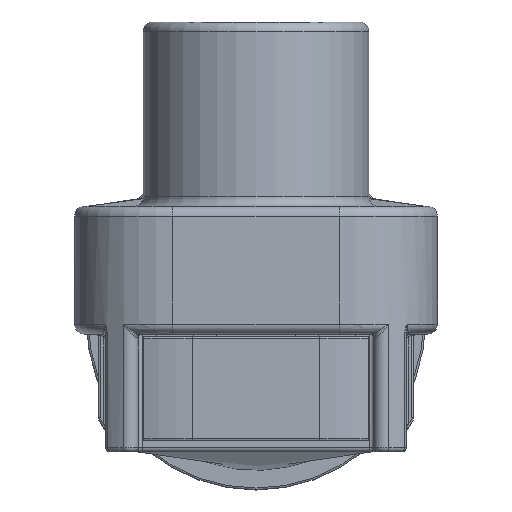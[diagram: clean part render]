
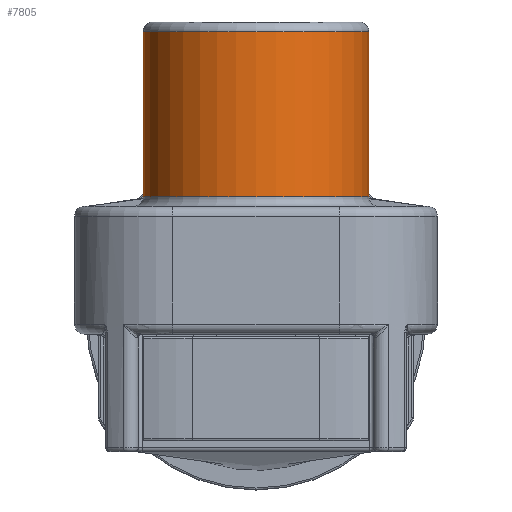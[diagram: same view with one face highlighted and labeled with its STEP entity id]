
A CAD part, front view. The second image highlights one B-rep face of the part: STEP entity #7805.
In plain terms, the highlighted cylindrical face has radius 5.75 mm (diameter 11.5 mm), a full revolution.
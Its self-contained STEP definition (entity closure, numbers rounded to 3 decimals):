
#2830 = CIRCLE ( 'NONE', #18682, 5.75 ) ;
#3123 = FACE_OUTER_BOUND ( 'NONE', #26714, .T. ) ;
#4199 = VERTEX_POINT ( 'NONE', #14118 ) ;
#4775 = EDGE_CURVE ( 'NONE', #4199, #4199, #2830, .T. ) ;
#4884 = ORIENTED_EDGE ( 'NONE', *, *, #52636, .T. ) ;
#7805 = ADVANCED_FACE ( 'NONE', ( #3123, #41169 ), #22506, .T. ) ;
#10160 = DIRECTION ( 'NONE',  ( 0., 0., 1. ) ) ;
#10869 = VERTEX_POINT ( 'NONE', #24359 ) ;
#14118 = CARTESIAN_POINT ( 'NONE',  ( -11.01, -9.046, 3.025 ) ) ;
#17276 = AXIS2_PLACEMENT_3D ( 'NONE', #47045, #18476, #51847 ) ;
#18476 = DIRECTION ( 'NONE',  ( 0., 0., -1. ) ) ;
#18682 = AXIS2_PLACEMENT_3D ( 'NONE', #38750, #10160, #43555 ) ;
#20257 = ORIENTED_EDGE ( 'NONE', *, *, #4775, .T. ) ;
#22506 = CYLINDRICAL_SURFACE ( 'NONE', #56190, 5.75 ) ;
#22624 = CARTESIAN_POINT ( 'NONE',  ( -5.26, -9.046, 11.925 ) ) ;
#24359 = CARTESIAN_POINT ( 'NONE',  ( 0.49, -9.046, 11.425 ) ) ;
#26714 = EDGE_LOOP ( 'NONE', ( #4884 ) ) ;
#38750 = CARTESIAN_POINT ( 'NONE',  ( -5.26, -9.046, 3.025 ) ) ;
#41169 = FACE_OUTER_BOUND ( 'NONE', #58229, .T. ) ;
#42236 = CIRCLE ( 'NONE', #17276, 5.75 ) ;
#43555 = DIRECTION ( 'NONE',  ( -1., 0., 0. ) ) ;
#46600 = DIRECTION ( 'NONE',  ( -1., 0., 0. ) ) ;
#47045 = CARTESIAN_POINT ( 'NONE',  ( -5.26, -9.046, 11.425 ) ) ;
#51847 = DIRECTION ( 'NONE',  ( 1., 0., 0. ) ) ;
#52636 = EDGE_CURVE ( 'NONE', #10869, #10869, #42236, .T. ) ;
#56190 = AXIS2_PLACEMENT_3D ( 'NONE', #22624, #60563, #46600 ) ;
#58229 = EDGE_LOOP ( 'NONE', ( #20257 ) ) ;
#60563 = DIRECTION ( 'NONE',  ( 0., 0., -1. ) ) ;
